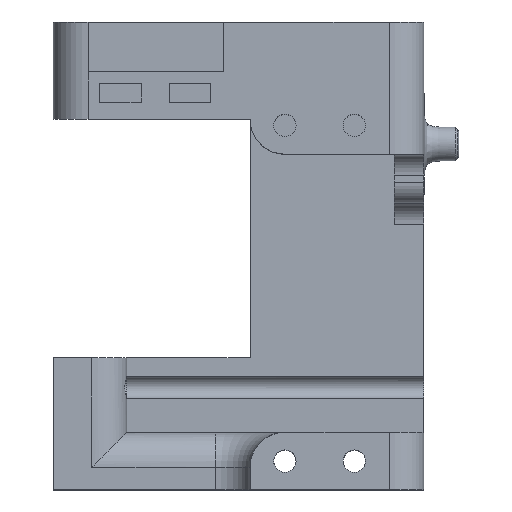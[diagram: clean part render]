
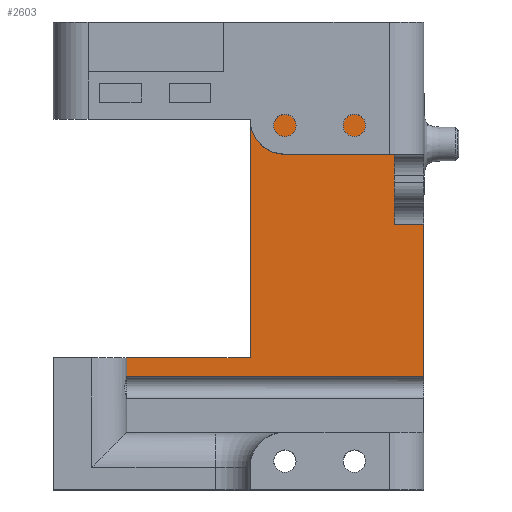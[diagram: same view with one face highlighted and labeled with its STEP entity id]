
A CAD part, top view. The second image highlights one B-rep face of the part: STEP entity #2603.
In plain terms, the highlighted planar face has unit normal (0, 0, 1).
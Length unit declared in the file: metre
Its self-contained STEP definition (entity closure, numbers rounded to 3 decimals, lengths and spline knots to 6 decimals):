
#261=ORIENTED_EDGE('',*,*,#1004,.T.);
#262=ORIENTED_EDGE('',*,*,#1005,.T.);
#263=ORIENTED_EDGE('',*,*,#1006,.T.);
#264=ORIENTED_EDGE('',*,*,#1007,.T.);
#265=ORIENTED_EDGE('',*,*,#1008,.T.);
#266=ORIENTED_EDGE('',*,*,#1009,.T.);
#267=ORIENTED_EDGE('',*,*,#1010,.F.);
#268=ORIENTED_EDGE('',*,*,#1011,.T.);
#1004=EDGE_CURVE('',#1374,#1375,#1624,.T.);
#1005=EDGE_CURVE('',#1375,#1376,#1625,.T.);
#1006=EDGE_CURVE('',#1376,#1377,#1626,.T.);
#1007=EDGE_CURVE('',#1377,#1378,#1627,.T.);
#1008=EDGE_CURVE('',#1378,#1379,#1628,.T.);
#1009=EDGE_CURVE('',#1379,#1380,#1629,.F.);
#1010=EDGE_CURVE('',#1381,#1380,#1630,.T.);
#1011=EDGE_CURVE('',#1381,#1374,#1631,.F.);
#1374=VERTEX_POINT('',#3871);
#1375=VERTEX_POINT('',#3872);
#1376=VERTEX_POINT('',#3874);
#1377=VERTEX_POINT('',#3876);
#1378=VERTEX_POINT('',#3878);
#1379=VERTEX_POINT('',#3880);
#1380=VERTEX_POINT('',#3882);
#1381=VERTEX_POINT('',#3884);
#1624=LINE('',#3870,#1879);
#1625=LINE('',#3873,#1880);
#1626=LINE('',#3875,#1881);
#1627=LINE('',#3877,#1882);
#1628=LINE('',#3879,#1883);
#1629=LINE('',#3881,#1884);
#1630=LINE('',#3883,#1885);
#1631=LINE('',#3885,#1886);
#1879=VECTOR('',#3082,1.);
#1880=VECTOR('',#3083,1.);
#1881=VECTOR('',#3084,1.);
#1882=VECTOR('',#3085,1.);
#1883=VECTOR('',#3086,1.);
#1884=VECTOR('',#3087,1.);
#1885=VECTOR('',#3088,1.);
#1886=VECTOR('',#3089,1.);
#2093=EDGE_LOOP('',(#261,#262,#263,#264,#265,#266,#267,#268));
#2308=FACE_BOUND('',#2093,.T.);
#2512=PLANE('',#2768);
#2603=ADVANCED_FACE('',(#2308),#2512,.T.);
#2768=AXIS2_PLACEMENT_3D('',#3869,#3080,#3081);
#3080=DIRECTION('',(0.,0.,1.));
#3081=DIRECTION('',(1.,0.,0.));
#3082=DIRECTION('',(0.,1.,0.));
#3083=DIRECTION('',(-1.,0.,0.));
#3084=DIRECTION('',(0.,-1.,0.));
#3085=DIRECTION('',(-1.,0.,0.));
#3086=DIRECTION('',(0.,-1.,0.));
#3087=DIRECTION('',(-1.,0.,0.));
#3088=DIRECTION('',(0.,-1.,0.));
#3089=DIRECTION('',(1.,0.,0.));
#3869=CARTESIAN_POINT('',(0.000549,-0.00133,0.0055));
#3870=CARTESIAN_POINT('',(0.009799,-0.00133,0.0055));
#3871=CARTESIAN_POINT('',(0.009799,-0.00208,0.0055));
#3872=CARTESIAN_POINT('',(0.009799,0.018091,0.0055));
#3873=CARTESIAN_POINT('',(-0.004575,0.018091,0.0055));
#3874=CARTESIAN_POINT('',(-0.01095,0.018091,0.0055));
#3875=CARTESIAN_POINT('',(-0.01095,0.02192,0.0055));
#3876=CARTESIAN_POINT('',(-0.01095,-0.02133,0.0055));
#3877=CARTESIAN_POINT('',(-0.010948,-0.02133,0.0055));
#3878=CARTESIAN_POINT('',(-0.028701,-0.02133,0.0055));
#3879=CARTESIAN_POINT('',(-0.028701,0.02192,0.0055));
#3880=CARTESIAN_POINT('',(-0.028701,-0.024061,0.0055));
#3881=CARTESIAN_POINT('',(0.029449,-0.024061,0.0055));
#3882=CARTESIAN_POINT('',(0.01405,-0.024061,0.0055));
#3883=CARTESIAN_POINT('',(0.01405,-0.00133,0.0055));
#3884=CARTESIAN_POINT('',(0.01405,-0.00208,0.0055));
#3885=CARTESIAN_POINT('',(0.009799,-0.00208,0.0055));
